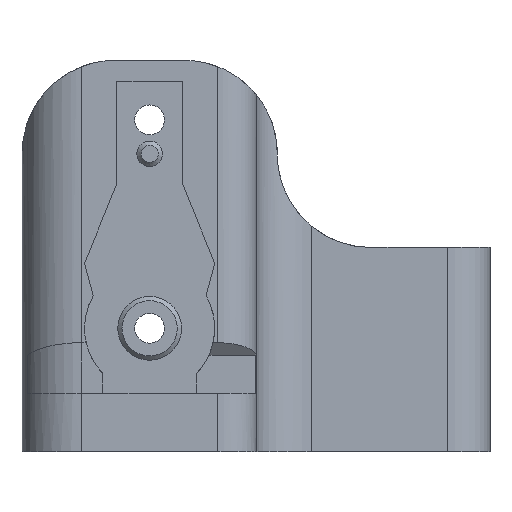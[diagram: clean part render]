
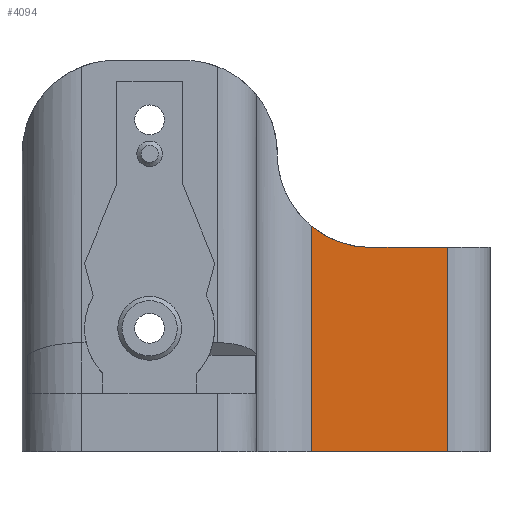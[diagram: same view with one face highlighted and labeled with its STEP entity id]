
A CAD part, front view. The second image highlights one B-rep face of the part: STEP entity #4094.
In plain terms, the highlighted planar face has unit normal (0, -1, 0).
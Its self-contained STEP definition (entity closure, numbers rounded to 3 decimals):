
#1815 = VERTEX_POINT('',#1816);
#1816 = CARTESIAN_POINT('',(19.,64.,-84.5));
#1823 = EDGE_CURVE('',#1815,#1824,#1826,.T.);
#1824 = VERTEX_POINT('',#1825);
#1825 = CARTESIAN_POINT('',(19.,64.,-57.985));
#1826 = LINE('',#1827,#1828);
#1827 = CARTESIAN_POINT('',(19.,64.,-84.5));
#1828 = VECTOR('',#1829,1.);
#1829 = DIRECTION('',(0.,0.,1.));
#1864 = EDGE_CURVE('',#1865,#1824,#1867,.T.);
#1865 = VERTEX_POINT('',#1866);
#1866 = CARTESIAN_POINT('',(26.,64.,-60.5));
#1867 = CIRCLE('',#1868,11.);
#1868 = AXIS2_PLACEMENT_3D('',#1869,#1870,#1871);
#1869 = CARTESIAN_POINT('',(26.,64.,-49.5));
#1870 = DIRECTION('',(0.,1.,0.));
#1871 = DIRECTION('',(0.,0.,-1.));
#2903 = EDGE_CURVE('',#1815,#2904,#2906,.T.);
#2904 = VERTEX_POINT('',#2905);
#2905 = CARTESIAN_POINT('',(35.,64.,-84.5));
#2906 = LINE('',#2907,#2908);
#2907 = CARTESIAN_POINT('',(16.83,64.,-84.5));
#2908 = VECTOR('',#2909,1.);
#2909 = DIRECTION('',(1.,0.,0.));
#3187 = VERTEX_POINT('',#3188);
#3188 = CARTESIAN_POINT('',(35.,64.,-60.5));
#3195 = EDGE_CURVE('',#1865,#3187,#3196,.T.);
#3196 = LINE('',#3197,#3198);
#3197 = CARTESIAN_POINT('',(21.415,64.,-60.5));
#3198 = VECTOR('',#3199,1.);
#3199 = DIRECTION('',(1.,0.,0.));
#4094 = ADVANCED_FACE('',(#4095),#4107,.T.);
#4095 = FACE_BOUND('',#4096,.F.);
#4096 = EDGE_LOOP('',(#4097,#4098,#4099,#4100,#4101));
#4097 = ORIENTED_EDGE('',*,*,#2903,.F.);
#4098 = ORIENTED_EDGE('',*,*,#1823,.T.);
#4099 = ORIENTED_EDGE('',*,*,#1864,.F.);
#4100 = ORIENTED_EDGE('',*,*,#3195,.T.);
#4101 = ORIENTED_EDGE('',*,*,#4102,.F.);
#4102 = EDGE_CURVE('',#2904,#3187,#4103,.T.);
#4103 = LINE('',#4104,#4105);
#4104 = CARTESIAN_POINT('',(35.,64.,-84.5));
#4105 = VECTOR('',#4106,1.);
#4106 = DIRECTION('',(0.,0.,1.));
#4107 = PLANE('',#4108);
#4108 = AXIS2_PLACEMENT_3D('',#4109,#4110,#4111);
#4109 = CARTESIAN_POINT('',(16.83,64.,-84.5));
#4110 = DIRECTION('',(0.,-1.,0.));
#4111 = DIRECTION('',(-1.,0.,0.));
